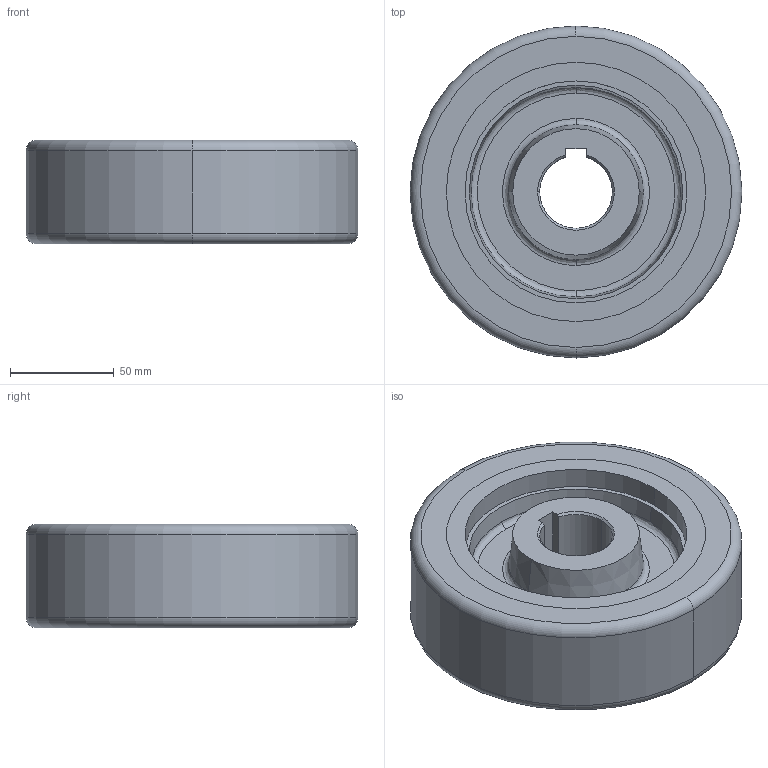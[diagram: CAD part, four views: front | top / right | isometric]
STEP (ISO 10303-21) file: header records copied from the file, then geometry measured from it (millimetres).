
FILE_DESCRIPTION (( 'STEP AP214' ), '1' );
FILE_NAME ('0017647.step', '2022-12-01T09:20:55', ( '' ), ( '' ), 'SwSTEP 2.0', 'SolidWorks 2020', '' );
FILE_SCHEMA (( 'AUTOMOTIVE_DESIGN' ));
Length unit declared in the file: millimetre
Products named in the file (1): 0017647
Bounding box: 160 x 160 x 50 mm (x, y, z)
Volume: 731634 mm3; surface area: 125426.8 mm2
Topology: 2 solids, 2 shells, 66 faces, 154 edges, 96 vertices
Faces by surface type: bspline 17, cylinder 16, plane 15, cone 14, torus 4
Entity records: 3910 total; most frequent: CARTESIAN_POINT 1714, ORIENTED_EDGE 308, DIRECTION 277, EDGE_CURVE 154, AXIS2_PLACEMENT_3D 117, VERTEX_POINT 96, EDGE_LOOP 74, UNCERTAINTY_MEASURE_WITH_UNIT 70
